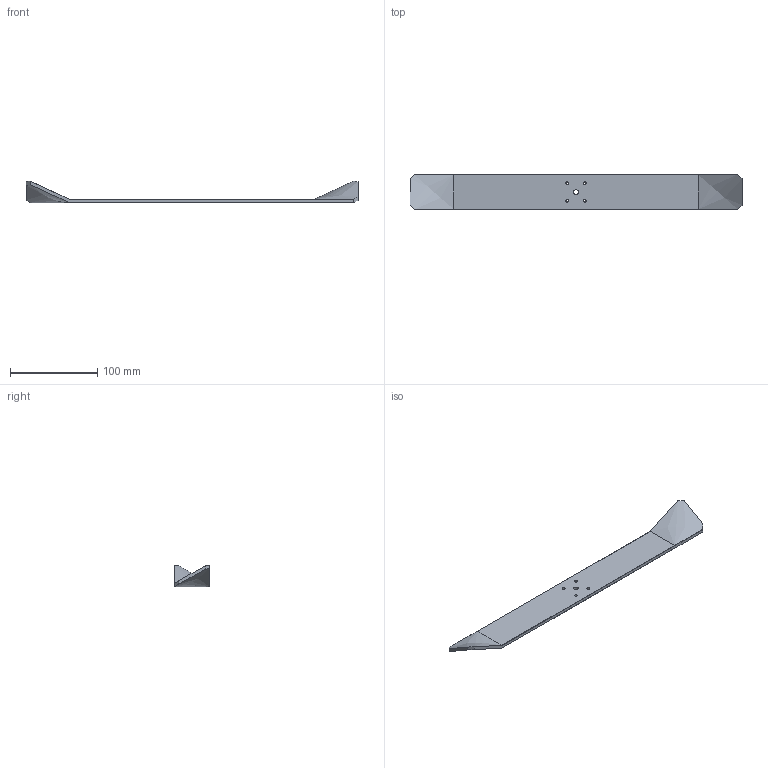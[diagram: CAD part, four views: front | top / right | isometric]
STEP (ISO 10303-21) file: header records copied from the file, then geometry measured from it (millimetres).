
FILE_DESCRIPTION(/* description */ ('STEP AP242','CAx-IF Rec.Pracs.---Representation and Presentation of Product Manufacturing Information (PMI)---4.0---2014-10-13','CAx-IF Rec.Pracs.---3D Tessellated Geometry---0.4---2014-09-14','2;1'),/* implementation_level */ '2;1');
FILE_NAME(/* name */ '68a8b87da7f80455f1ad73f9',/* time_stamp */ '2025-08-22T18:35:41Z',/* author */ (''),/* organization */ (''),/* preprocessor_version */ 'ST-DEVELOPER v20',/* originating_system */ 'ONSHAPE BY PTC INC, 1.202',/* authorisation */ ' ');
FILE_SCHEMA (('AP242_MANAGED_MODEL_BASED_3D_ENGINEERING_MIM_LF { 1 0 10303 442 1 1 4 }'));
Length unit declared in the file: metre
Products named in the file (1): Blade
Bounding box: 380 x 40 x 24.78 mm (x, y, z)
Volume: 60341.7 mm3; surface area: 34206.1 mm2
Topology: 1 solids, 1 shells, 27 faces, 76 edges, 51 vertices
Faces by surface type: plane 14, bspline 8, cylinder 5
Full cylindrical faces by diameter (mm): 3.2 x4, 5.3 x1
Entity records: 908 total; most frequent: CARTESIAN_POINT 288, ORIENTED_EDGE 132, DIRECTION 88, EDGE_CURVE 66, VERTEX_POINT 46, EDGE_LOOP 42, FACE_BOUND 42, AXIS2_PLACEMENT_3D 30
